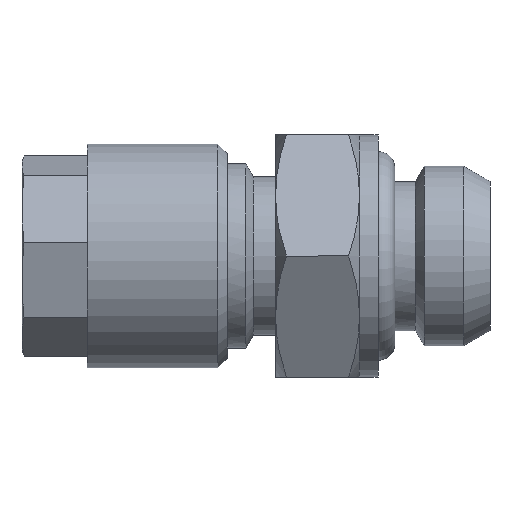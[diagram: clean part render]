
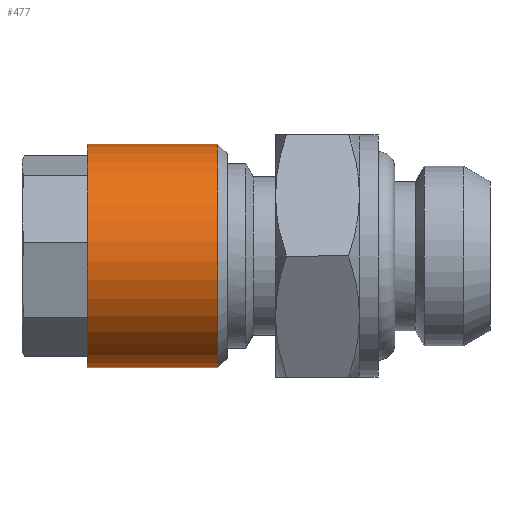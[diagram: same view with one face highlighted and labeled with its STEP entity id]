
A CAD part, left-side view. The second image highlights one B-rep face of the part: STEP entity #477.
In plain terms, the highlighted cylindrical face has radius 6 mm (diameter 12 mm), a partial arc.
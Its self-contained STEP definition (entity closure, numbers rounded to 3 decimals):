
#66 = CARTESIAN_POINT ( 'NONE',  ( 0.783, 21.6, 5.949 ) ) ;
#69 = CARTESIAN_POINT ( 'NONE',  ( 0.783, 14.6, 5.949 ) ) ;
#70 = CARTESIAN_POINT ( 'NONE',  ( -0.783, 14.6, -5.949 ) ) ;
#129 = CARTESIAN_POINT ( 'NONE',  ( 0., 21.6, 0. ) ) ;
#130 = DIRECTION ( 'NONE',  ( 0., -1., 0. ) ) ;
#131 = DIRECTION ( 'NONE',  ( 0.131, 0., 0.991 ) ) ;
#219 = VERTEX_POINT ( 'NONE', #66 ) ;
#220 = VERTEX_POINT ( 'NONE', #70 ) ;
#221 = VERTEX_POINT ( 'NONE', #69 ) ;
#303 = VERTEX_POINT ( 'NONE', #2018 ) ;
#477 = ADVANCED_FACE ( 'NONE', ( #1779 ), #1787, .T. ) ;
#568 = DIRECTION ( 'NONE',  ( 0., -1., 0. ) ) ;
#571 = DIRECTION ( 'NONE',  ( 0., -1., 0. ) ) ;
#572 = CARTESIAN_POINT ( 'NONE',  ( 0.783, 14.1, 5.949 ) ) ;
#576 = CARTESIAN_POINT ( 'NONE',  ( -0.783, 14.1, -5.949 ) ) ;
#626 = AXIS2_PLACEMENT_3D ( 'NONE', #684, #685, #686 ) ;
#684 = CARTESIAN_POINT ( 'NONE',  ( 0., 14.6, 0. ) ) ;
#685 = DIRECTION ( 'NONE',  ( 0., -1., 0. ) ) ;
#686 = DIRECTION ( 'NONE',  ( -0.131, 0., -0.991 ) ) ;
#981 = AXIS2_PLACEMENT_3D ( 'NONE', #129, #130, #131 ) ;
#1301 = CARTESIAN_POINT ( 'NONE',  ( 0., 14.1, 0. ) ) ;
#1302 = DIRECTION ( 'NONE',  ( 0., -1., 0. ) ) ;
#1310 = DIRECTION ( 'NONE',  ( -0.131, 0., -0.991 ) ) ;
#1620 = AXIS2_PLACEMENT_3D ( 'NONE', #1301, #1302, #1310 ) ;
#1779 = FACE_OUTER_BOUND ( 'NONE', #2548, .T. ) ;
#1787 = CYLINDRICAL_SURFACE ( 'NONE', #1620, 6. ) ;
#1858 = EDGE_CURVE ( 'NONE', #219, #221, #2114, .T. ) ;
#1860 = EDGE_CURVE ( 'NONE', #303, #220, #2115, .T. ) ;
#1881 = EDGE_CURVE ( 'NONE', #219, #303, #2146, .T. ) ;
#2018 = CARTESIAN_POINT ( 'NONE',  ( -0.783, 21.6, -5.949 ) ) ;
#2114 = LINE ( 'NONE', #572, #2119 ) ;
#2115 = LINE ( 'NONE', #576, #2122 ) ;
#2119 = VECTOR ( 'NONE', #568, 1000. ) ;
#2122 = VECTOR ( 'NONE', #571, 1000. ) ;
#2146 = CIRCLE ( 'NONE', #981, 6. ) ;
#2234 = CIRCLE ( 'NONE', #626, 6. ) ;
#2386 = EDGE_CURVE ( 'NONE', #221, #220, #2234, .T. ) ;
#2548 = EDGE_LOOP ( 'NONE', ( #2702, #2703, #2704, #2705 ) ) ;
#2702 = ORIENTED_EDGE ( 'NONE', *, *, #1858, .F. ) ;
#2703 = ORIENTED_EDGE ( 'NONE', *, *, #1881, .T. ) ;
#2704 = ORIENTED_EDGE ( 'NONE', *, *, #1860, .T. ) ;
#2705 = ORIENTED_EDGE ( 'NONE', *, *, #2386, .F. ) ;
